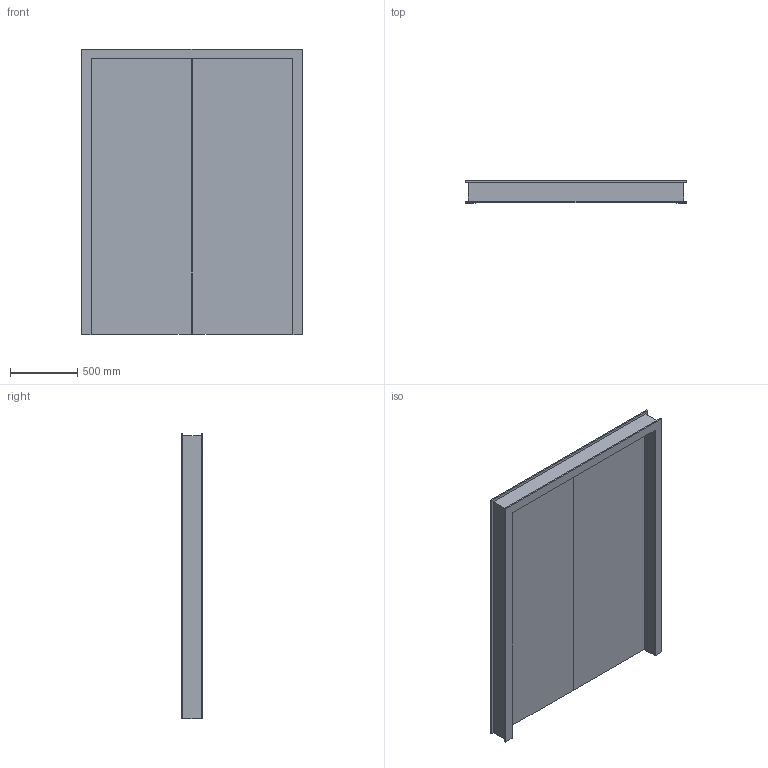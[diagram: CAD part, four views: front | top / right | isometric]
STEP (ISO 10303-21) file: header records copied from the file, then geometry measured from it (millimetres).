
FILE_DESCRIPTION(('FreeCAD Model'),'2;1');
FILE_NAME('Double doors and trims.step', '2016-10-04T13:50:11',('Author'),(''), 'Open CASCADE STEP processor 6.8','FreeCAD','Unknown');
FILE_SCHEMA(('AUTOMOTIVE_DESIGN_CC2 { 1 2 10303 214 -1 1 5 4 }'));
Length unit declared in the file: millimetre
Products named in the file (4): ASSEMBLY; Double_doors; Clone_of_trim; Trim
Assembly tree (3 placements, depth 2):
  ASSEMBLY
    Double_doors
    Clone_of_trim
    Trim
Bounding box: 1640 x 160 x 2120 mm (x, y, z)
Volume: 170576000 mm3; surface area: 10598640 mm2
Topology: 5 solids, 5 shells, 42 faces, 96 edges, 64 vertices
Faces by surface type: plane 42
Entity records: 2640 total; most frequent: CARTESIAN_POINT 398, DIRECTION 380, LINE 288, VECTOR 288, ORIENTED_EDGE 192, PCURVE 192, DEFINITIONAL_REPRESENTATION 192, EDGE_CURVE 96
